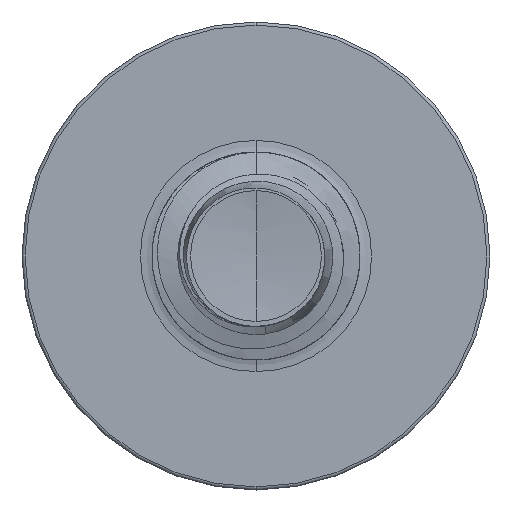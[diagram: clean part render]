
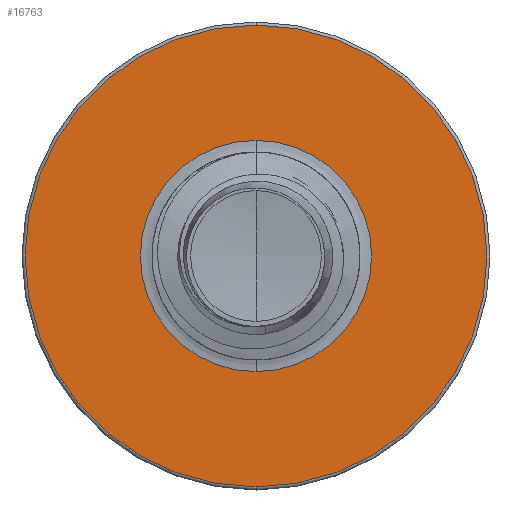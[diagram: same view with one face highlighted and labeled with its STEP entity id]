
A CAD part, front view. The second image highlights one B-rep face of the part: STEP entity #16763.
In plain terms, the highlighted planar face has unit normal (0, -1, 0).
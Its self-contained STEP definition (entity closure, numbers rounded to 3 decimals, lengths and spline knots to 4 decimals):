
#2503 = VERTEX_POINT ( 'NONE', #15125 ) ;
#6222 = CARTESIAN_POINT ( 'NONE',  ( 0., 10., -1.1116 ) ) ;
#6223 = DIRECTION ( 'NONE',  ( 0., 1., 0. ) ) ;
#6276 = CARTESIAN_POINT ( 'NONE',  ( 0., 10., 0. ) ) ;
#6463 = ORIENTED_EDGE ( 'NONE', *, *, #15455, .T. ) ;
#6482 = DIRECTION ( 'NONE',  ( 0., 1., 0. ) ) ;
#7808 = EDGE_CURVE ( 'NONE', #17153, #2503, #20280, .T. ) ;
#8601 = AXIS2_PLACEMENT_3D ( 'NONE', #21900, #6482, #24160 ) ;
#8628 = VERTEX_POINT ( 'NONE', #6222 ) ;
#9080 = DIRECTION ( 'NONE',  ( 0., 0., 1. ) ) ;
#9788 = CARTESIAN_POINT ( 'NONE',  ( 0., 10., 0. ) ) ;
#11413 = FACE_OUTER_BOUND ( 'NONE', #19560, .T. ) ;
#12429 = DIRECTION ( 'NONE',  ( 0., 0., 1. ) ) ;
#15125 = CARTESIAN_POINT ( 'NONE',  ( 0., 10., 2.22 ) ) ;
#15455 = EDGE_CURVE ( 'NONE', #8628, #16582, #31965, .T. ) ;
#15665 = EDGE_CURVE ( 'NONE', #16582, #8628, #19873, .T. ) ;
#15830 = CARTESIAN_POINT ( 'NONE',  ( 0., 10., 0. ) ) ;
#15933 = ORIENTED_EDGE ( 'NONE', *, *, #30483, .F. ) ;
#16380 = CIRCLE ( 'NONE', #24480, 2.22 ) ;
#16582 = VERTEX_POINT ( 'NONE', #21201 ) ;
#16763 = ADVANCED_FACE ( 'NONE', ( #11413, #29703 ), #19376, .F. ) ;
#17153 = VERTEX_POINT ( 'NONE', #24407 ) ;
#18362 = DIRECTION ( 'NONE',  ( 0., 0., 1. ) ) ;
#19376 = PLANE ( 'NONE',  #28894 ) ;
#19560 = EDGE_LOOP ( 'NONE', ( #15933, #23346 ) ) ;
#19719 = ORIENTED_EDGE ( 'NONE', *, *, #15665, .T. ) ;
#19873 = CIRCLE ( 'NONE', #29486, 1.1116 ) ;
#20280 = CIRCLE ( 'NONE', #8601, 2.22 ) ;
#21201 = CARTESIAN_POINT ( 'NONE',  ( 0., 10., 1.1116 ) ) ;
#21641 = EDGE_LOOP ( 'NONE', ( #19719, #6463 ) ) ;
#21900 = CARTESIAN_POINT ( 'NONE',  ( 0., 10., 0. ) ) ;
#23346 = ORIENTED_EDGE ( 'NONE', *, *, #7808, .F. ) ;
#23586 = CARTESIAN_POINT ( 'NONE',  ( 0., 10., -1.1116 ) ) ;
#23946 = DIRECTION ( 'NONE',  ( 0., 0., 1. ) ) ;
#23989 = DIRECTION ( 'NONE',  ( 0., 1., 0. ) ) ;
#24160 = DIRECTION ( 'NONE',  ( 0., 0., 1. ) ) ;
#24407 = CARTESIAN_POINT ( 'NONE',  ( 0., 10., -2.22 ) ) ;
#24480 = AXIS2_PLACEMENT_3D ( 'NONE', #15830, #32041, #18362 ) ;
#26727 = DIRECTION ( 'NONE',  ( 0., 1., 0. ) ) ;
#27956 = AXIS2_PLACEMENT_3D ( 'NONE', #6276, #23989, #9080 ) ;
#28894 = AXIS2_PLACEMENT_3D ( 'NONE', #23586, #6223, #23946 ) ;
#29486 = AXIS2_PLACEMENT_3D ( 'NONE', #9788, #26727, #12429 ) ;
#29703 = FACE_BOUND ( 'NONE', #21641, .T. ) ;
#30483 = EDGE_CURVE ( 'NONE', #2503, #17153, #16380, .T. ) ;
#31965 = CIRCLE ( 'NONE', #27956, 1.1116 ) ;
#32041 = DIRECTION ( 'NONE',  ( 0., 1., 0. ) ) ;
